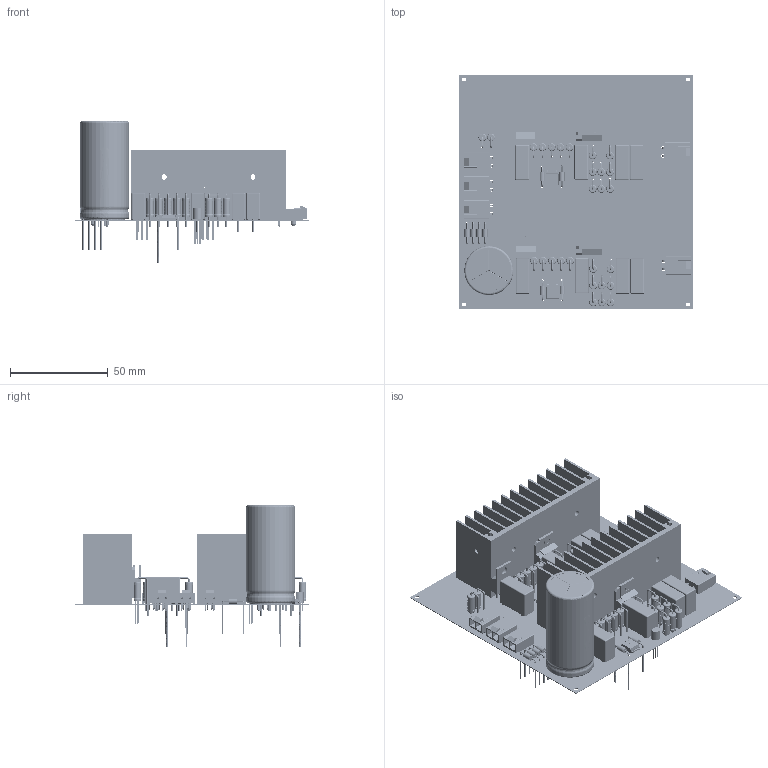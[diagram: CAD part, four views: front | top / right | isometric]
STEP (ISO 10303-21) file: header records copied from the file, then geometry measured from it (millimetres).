
FILE_DESCRIPTION(('Open CASCADE Model'),'2;1');
FILE_NAME('Open CASCADE Shape Model','2024-11-01T16:12:18',('Author'),( 'Open CASCADE'),'Open CASCADE STEP processor 7.5','Open CASCADE 7.5' ,'Unknown');
FILE_SCHEMA(('AUTOMOTIVE_DESIGN { 1 0 10303 214 1 1 1 1 }'));
Length unit declared in the file: millimetre
Products named in the file (75): PCB; Board; Open CASCADE STEP translator 7.5 1.1.1; C5; CAPPRD1250W100D2500H5000; P5; 1726480102; Q2B; 6191443888; TO220_heatsinkE; Heatsink_final; TO-220_final; Q2A; VR1B; LM317AMDT; VR1A; R13B; PMFLR - PR02  - 100r - 2w; R13A; R12B; R12A; R11B; R11A; R10B; R10A; R9B; R9A; R8B; R8A; R7B; R7A; R6B; R6A; R5B; R5A; R4B; R4A; R3B; R3A; R2B ...
Assembly tree (122 placements, depth 4):
  PCB
    Board
      Open CASCADE STEP translator 7.5 1.1.1
    C5
      CAPPRD1250W100D2500H5000
    P5
      1726480102
    Q2B
      6191443888
      TO220_heatsinkE
        Heatsink_final
        TO-220_final
    Q2A
      6191443888
      TO220_heatsinkE
        Heatsink_final
        TO-220_final
    VR1B
      LM317AMDT
    VR1A
      LM317AMDT
    R13B
      PMFLR - PR02  - 100r - 2w
    R13A
      PMFLR - PR02  - 100r - 2w
    R12B
      PMFLR - PR02  - 100r - 2w
    R12A
      PMFLR - PR02  - 100r - 2w
    R11B
      PMFLR - PR02  - 100r - 2w
    R11A
      PMFLR - PR02  - 100r - 2w
    R10B
      PMFLR - PR02  - 100r - 2w
    R10A
      PMFLR - PR02  - 100r - 2w
    R9B
      PMFLR - PR02  - 100r - 2w
    R9A
      PMFLR - PR02  - 100r - 2w
    R8B
      PMFLR - PR02  - 100r - 2w
    R8A
      PMFLR - PR02  - 100r - 2w
    R7B
      PMFLR - PR02  - 100r - 2w
    R7A
      PMFLR - PR02  - 100r - 2w
    R6B
      PMFLR - PR02  - 100r - 2w
    R6A
      PMFLR - PR02  - 100r - 2w
    R5B
      PMFLR - PR02  - 100r - 2w
    R5A
      PMFLR - PR02  - 100r - 2w
    R4B
      PMFLR - PR02  - 100r - 2w
    R4A
Bounding box: 119.89 x 120.02 x 72.42 mm (x, y, z)
Volume: 78349 mm3; surface area: 117738.4 mm2
Topology: 165 solids, 166 shells, 3805 faces, 8300 edges, 5235 vertices
Faces by surface type: plane 1865, cylinder 1337, torus 493, bspline 64, sphere 36, cone 10
Full cylindrical faces by diameter (mm): 0.8 x16, 0.84 x6, 1 x58, 1.016 x16, 1.06 x16, 1.29 x12, 1.524 x2, 1.8 x10, 2 x4, 2.8 x10, 3 x5, 3.85 x2, 21 x2, 25 x1
Entity records: 32819 total; most frequent: CARTESIAN_POINT 7411, DIRECTION 4785, ORIENTED_EDGE 4368, EDGE_CURVE 2184, AXIS2_PLACEMENT_3D 1682, LINE 1421, VECTOR 1421, VERTEX_POINT 1413
